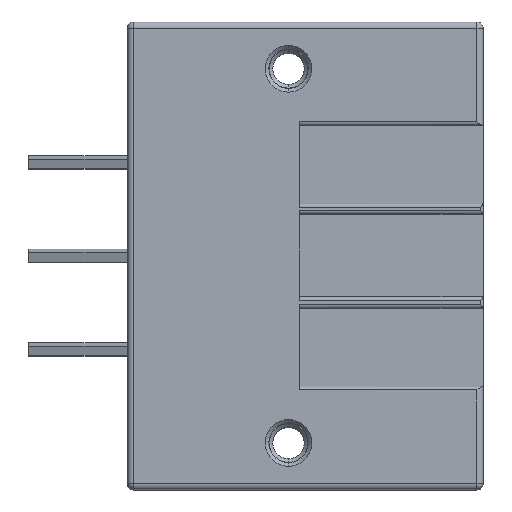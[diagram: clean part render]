
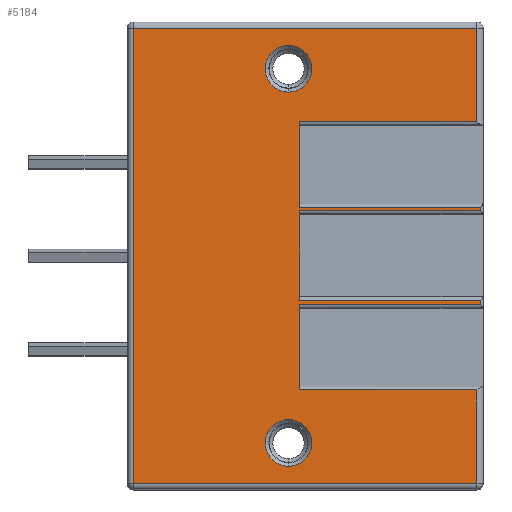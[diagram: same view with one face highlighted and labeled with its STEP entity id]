
A CAD part, top view. The second image highlights one B-rep face of the part: STEP entity #5184.
In plain terms, the highlighted planar face has unit normal (0, 0, 1).
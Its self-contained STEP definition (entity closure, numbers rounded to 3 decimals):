
#192=CARTESIAN_POINT('',(2.,26.67,6.956));
#193=DIRECTION('',(0.,0.,-1.));
#194=DIRECTION('',(0.,1.,0.));
#195=AXIS2_PLACEMENT_3D('',#192,#193,#194);
#197=CARTESIAN_POINT('',(2.,26.67,6.956));
#198=DIRECTION('',(0.,0.,-1.));
#199=DIRECTION('',(0.,-1.,0.));
#200=AXIS2_PLACEMENT_3D('',#197,#198,#199);
#202=CARTESIAN_POINT('',(2.,-3.81,6.956));
#203=DIRECTION('',(0.,0.,-1.));
#204=DIRECTION('',(0.,1.,0.));
#205=AXIS2_PLACEMENT_3D('',#202,#203,#204);
#207=CARTESIAN_POINT('',(2.,-3.81,6.956));
#208=DIRECTION('',(0.,0.,-1.));
#209=DIRECTION('',(0.,-1.,0.));
#210=AXIS2_PLACEMENT_3D('',#207,#208,#209);
#212=DIRECTION('',(0.,-1.,0.));
#213=VECTOR('',#212,7.63);
#214=CARTESIAN_POINT('',(17.35,0.51,6.956));
#215=LINE('',#214,#213);
#216=DIRECTION('',(1.,0.,0.));
#217=VECTOR('',#216,28.);
#218=CARTESIAN_POINT('',(-10.65,-7.12,6.956));
#219=LINE('',#218,#217);
#220=DIRECTION('',(-1.,0.,0.));
#221=VECTOR('',#220,28.);
#222=CARTESIAN_POINT('',(17.35,29.98,6.956));
#223=LINE('',#222,#221);
#224=DIRECTION('',(0.,-1.,0.));
#225=VECTOR('',#224,7.63);
#226=CARTESIAN_POINT('',(17.35,29.98,6.956));
#227=LINE('',#226,#225);
#228=DIRECTION('',(1.,0.,0.));
#229=VECTOR('',#228,14.45);
#230=CARTESIAN_POINT('',(2.9,22.35,6.956));
#231=LINE('',#230,#229);
#232=DIRECTION('',(0.,-1.,0.));
#233=VECTOR('',#232,6.94);
#234=CARTESIAN_POINT('',(2.9,22.35,6.956));
#235=LINE('',#234,#233);
#236=DIRECTION('',(1.,0.,0.));
#237=VECTOR('',#236,14.75);
#238=CARTESIAN_POINT('',(2.9,15.41,6.956));
#239=LINE('',#238,#237);
#240=DIRECTION('',(1.,0.,0.));
#241=VECTOR('',#240,14.75);
#242=CARTESIAN_POINT('',(2.9,15.115,6.956));
#243=LINE('',#242,#241);
#244=DIRECTION('',(0.,-1.,0.));
#245=VECTOR('',#244,7.32);
#246=CARTESIAN_POINT('',(2.9,15.115,6.956));
#247=LINE('',#246,#245);
#248=DIRECTION('',(-1.,0.,0.));
#249=VECTOR('',#248,14.75);
#250=CARTESIAN_POINT('',(17.65,7.795,6.956));
#251=LINE('',#250,#249);
#252=DIRECTION('',(-1.,0.,0.));
#253=VECTOR('',#252,14.75);
#254=CARTESIAN_POINT('',(17.65,7.45,6.956));
#255=LINE('',#254,#253);
#256=DIRECTION('',(0.,1.,0.));
#257=VECTOR('',#256,6.94);
#258=CARTESIAN_POINT('',(2.9,0.51,6.956));
#259=LINE('',#258,#257);
#260=DIRECTION('',(-1.,0.,0.));
#261=VECTOR('',#260,14.45);
#262=CARTESIAN_POINT('',(17.35,0.51,6.956));
#263=LINE('',#262,#261);
#765=DIRECTION('',(0.,-1.,0.));
#766=VECTOR('',#765,37.1);
#767=CARTESIAN_POINT('',(-10.65,29.98,6.956));
#768=LINE('',#767,#766);
#1774=CARTESIAN_POINT('',(17.35,22.35,6.956));
#1807=DIRECTION('',(0.,1.,0.));
#1808=VECTOR('',#1807,0.295);
#1809=CARTESIAN_POINT('',(17.65,15.115,6.956));
#1810=LINE('',#1809,#1808);
#1831=DIRECTION('',(0.,1.,0.));
#1832=VECTOR('',#1831,0.345);
#1833=CARTESIAN_POINT('',(17.65,7.45,6.956));
#1834=LINE('',#1833,#1832);
#2663=CARTESIAN_POINT('',(17.35,0.51,6.956));
#3937=CARTESIAN_POINT('',(2.9,22.35,6.956));
#3938=CARTESIAN_POINT('',(2.9,15.41,6.956));
#3939=VERTEX_POINT('',#3937);
#3940=VERTEX_POINT('',#3938);
#3941=CARTESIAN_POINT('',(17.65,15.41,6.956));
#3942=VERTEX_POINT('',#3941);
#4030=CARTESIAN_POINT('',(2.9,15.115,6.956));
#4031=CARTESIAN_POINT('',(17.65,15.115,6.956));
#4032=VERTEX_POINT('',#4030);
#4033=VERTEX_POINT('',#4031);
#4034=CARTESIAN_POINT('',(17.65,7.795,6.956));
#4035=CARTESIAN_POINT('',(2.9,7.795,6.956));
#4036=VERTEX_POINT('',#4034);
#4037=VERTEX_POINT('',#4035);
#4244=CARTESIAN_POINT('',(2.9,0.51,6.956));
#4245=VERTEX_POINT('',#4244);
#4246=CARTESIAN_POINT('',(2.9,7.45,6.956));
#4247=VERTEX_POINT('',#4246);
#4254=CARTESIAN_POINT('',(17.65,7.45,6.956));
#4255=VERTEX_POINT('',#4254);
#4678=CARTESIAN_POINT('',(2.,28.57,6.956));
#4679=CARTESIAN_POINT('',(2.,24.77,6.956));
#4680=VERTEX_POINT('',#4678);
#4681=VERTEX_POINT('',#4679);
#4690=VERTEX_POINT('',#1774);
#4691=CARTESIAN_POINT('',(17.35,29.98,6.956));
#4692=VERTEX_POINT('',#4691);
#4711=CARTESIAN_POINT('',(-10.65,29.98,6.956));
#4712=VERTEX_POINT('',#4711);
#4842=CARTESIAN_POINT('',(2.,-1.91,6.956));
#4843=CARTESIAN_POINT('',(2.,-5.71,6.956));
#4844=VERTEX_POINT('',#4842);
#4845=VERTEX_POINT('',#4843);
#4850=VERTEX_POINT('',#2663);
#4856=CARTESIAN_POINT('',(17.35,-7.12,6.956));
#4857=VERTEX_POINT('',#4856);
#4872=CARTESIAN_POINT('',(-10.65,-7.12,6.956));
#4873=VERTEX_POINT('',#4872);
#5134=CARTESIAN_POINT('',(-10.95,0.,6.956));
#5135=DIRECTION('',(0.,0.,1.));
#5136=DIRECTION('',(1.,0.,0.));
#5137=AXIS2_PLACEMENT_3D('',#5134,#5135,#5136);
#5138=PLANE('',#5137);
#5140=ORIENTED_EDGE('',*,*,#5139,.T.);
#5142=ORIENTED_EDGE('',*,*,#5141,.F.);
#5144=ORIENTED_EDGE('',*,*,#5143,.F.);
#5146=ORIENTED_EDGE('',*,*,#5145,.F.);
#5148=ORIENTED_EDGE('',*,*,#5147,.T.);
#5150=ORIENTED_EDGE('',*,*,#5149,.F.);
#5152=ORIENTED_EDGE('',*,*,#5151,.T.);
#5154=ORIENTED_EDGE('',*,*,#5153,.T.);
#5156=ORIENTED_EDGE('',*,*,#5155,.F.);
#5158=ORIENTED_EDGE('',*,*,#5157,.F.);
#5160=ORIENTED_EDGE('',*,*,#5159,.T.);
#5162=ORIENTED_EDGE('',*,*,#5161,.F.);
#5164=ORIENTED_EDGE('',*,*,#5163,.F.);
#5166=ORIENTED_EDGE('',*,*,#5165,.T.);
#5168=ORIENTED_EDGE('',*,*,#5167,.F.);
#5170=ORIENTED_EDGE('',*,*,#5169,.F.);
#5171=EDGE_LOOP('',(#5140,#5142,#5144,#5146,#5148,#5150,#5152,#5154,#5156,#5158,
#5160,#5162,#5164,#5166,#5168,#5170));
#5172=FACE_OUTER_BOUND('',#5171,.F.);
#5174=ORIENTED_EDGE('',*,*,#5173,.F.);
#5175=ORIENTED_EDGE('',*,*,#5124,.F.);
#5176=EDGE_LOOP('',(#5174,#5175));
#5177=FACE_BOUND('',#5176,.F.);
#5179=ORIENTED_EDGE('',*,*,#5178,.F.);
#5181=ORIENTED_EDGE('',*,*,#5180,.F.);
#5182=EDGE_LOOP('',(#5179,#5181));
#5183=FACE_BOUND('',#5182,.F.);
#5184=ADVANCED_FACE('',(#5172,#5177,#5183),#5138,.T.);
#196=CIRCLE('',#195,1.9);
#201=CIRCLE('',#200,1.9);
#206=CIRCLE('',#205,1.9);
#211=CIRCLE('',#210,1.9);
#5124=EDGE_CURVE('',#4845,#4844,#211,.T.);
#5139=EDGE_CURVE('',#4850,#4857,#215,.T.);
#5141=EDGE_CURVE('',#4873,#4857,#219,.T.);
#5143=EDGE_CURVE('',#4712,#4873,#768,.T.);
#5145=EDGE_CURVE('',#4692,#4712,#223,.T.);
#5147=EDGE_CURVE('',#4692,#4690,#227,.T.);
#5149=EDGE_CURVE('',#3939,#4690,#231,.T.);
#5151=EDGE_CURVE('',#3939,#3940,#235,.T.);
#5153=EDGE_CURVE('',#3940,#3942,#239,.T.);
#5155=EDGE_CURVE('',#4033,#3942,#1810,.T.);
#5157=EDGE_CURVE('',#4032,#4033,#243,.T.);
#5159=EDGE_CURVE('',#4032,#4037,#247,.T.);
#5161=EDGE_CURVE('',#4036,#4037,#251,.T.);
#5163=EDGE_CURVE('',#4255,#4036,#1834,.T.);
#5165=EDGE_CURVE('',#4255,#4247,#255,.T.);
#5167=EDGE_CURVE('',#4245,#4247,#259,.T.);
#5169=EDGE_CURVE('',#4850,#4245,#263,.T.);
#5173=EDGE_CURVE('',#4844,#4845,#206,.T.);
#5178=EDGE_CURVE('',#4680,#4681,#196,.T.);
#5180=EDGE_CURVE('',#4681,#4680,#201,.T.);
